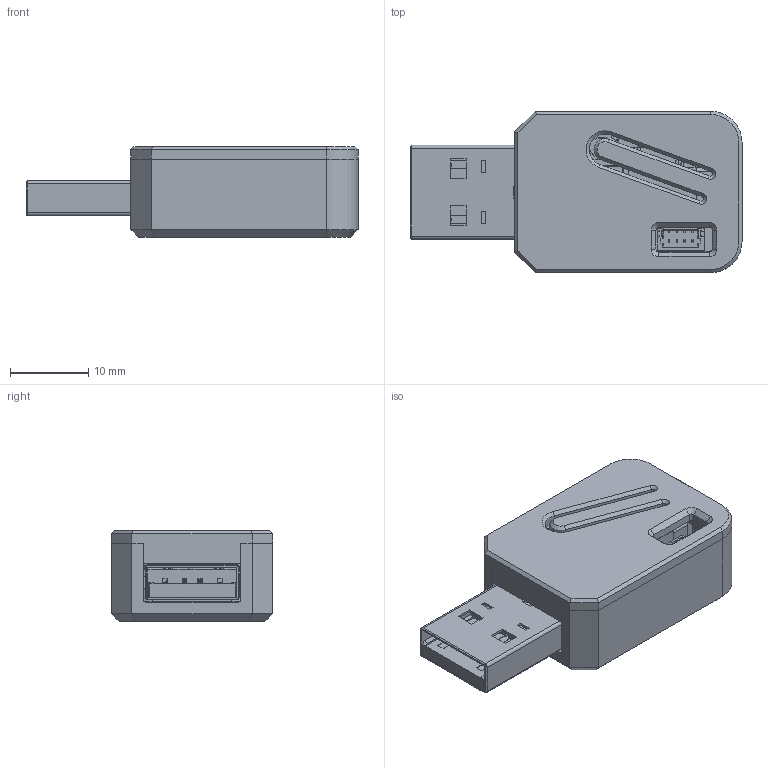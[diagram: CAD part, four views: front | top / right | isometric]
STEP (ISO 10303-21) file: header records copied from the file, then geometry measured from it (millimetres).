
FILE_DESCRIPTION(/* description */ ('','CAx-IF Rec.Pracs.---Representation and Presentation of Product Manufacturing Information (PMI)---4.0---2014-10-13'),/* implementation_level */ '2;1');
FILE_NAME(/* name */ 'TRRS Trinkey Case for Resin v3.step',/* time_stamp */ '2025-01-22T16:49:40-05:00',/* author */ (''),/* organization */ (''),/* preprocessor_version */ 'ST-DEVELOPER v20',/* originating_system */ 'Autodesk Translation Framework v13.20.0.188',/* authorisation */ '');
FILE_SCHEMA (('AP242_MANAGED_MODEL_BASED_3D_ENGINEERING_MIM_LF { 1 0 10303 442 1 1 4 }'));
Products named in the file (16): TRRS Trinkey Case for Resin; Adafruit TRRS Trinkey; PCB Component; Board; USB_A-UGO4DD; 10uF; RKB; ATSAMD21E; 1uF; AP2127K-3.3; WS2812B_SK6805_1515; TRRS_2SWITCH_PJ332A; STEMMA_I2C_QTRA; Case; Bottom; Top Cover
Assembly tree (17 placements, depth 4):
  TRRS Trinkey Case for Resin
    Adafruit TRRS Trinkey
      PCB Component
        Board
        USB_A-UGO4DD
        10uF  x2
        RKB
        ATSAMD21E
        1uF  x2
        AP2127K-3.3
        WS2812B_SK6805_1515
        TRRS_2SWITCH_PJ332A
        STEMMA_I2C_QTRA
    Case
      Bottom
      Top Cover
Bounding box: 42.38 x 20.6 x 11.6 mm (x, y, z)
Volume: 4772.3 mm3; surface area: 8441.4 mm2
Topology: 46 solids, 46 shells, 2146 faces, 5813 edges, 3756 vertices
Faces by surface type: plane 1548, cylinder 440, bspline 86, cone 34, sphere 24, torus 14
Full cylindrical faces by diameter (mm): 0.3 x6, 0.394 x23, 0.5 x3, 1 x6, 1.1 x2, 1.2 x2, 1.4 x2, 2.8 x1, 3.6 x1, 5 x3
Entity records: 69007 total; most frequent: CARTESIAN_POINT 14157, ORIENTED_EDGE 11434, DIRECTION 10668, EDGE_CURVE 5717, LINE 4560, VECTOR 4560, VERTEX_POINT 3708, AXIS2_PLACEMENT_3D 3054
